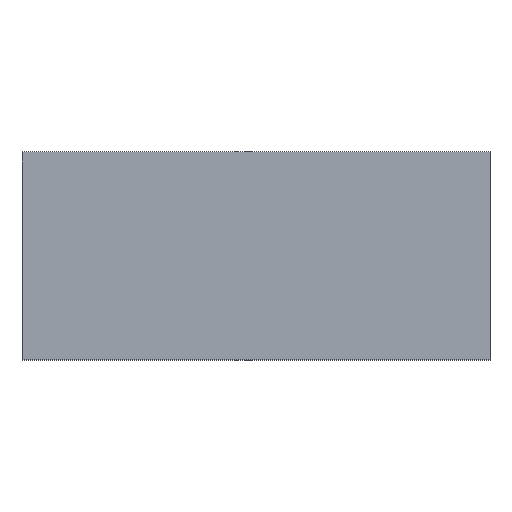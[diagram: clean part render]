
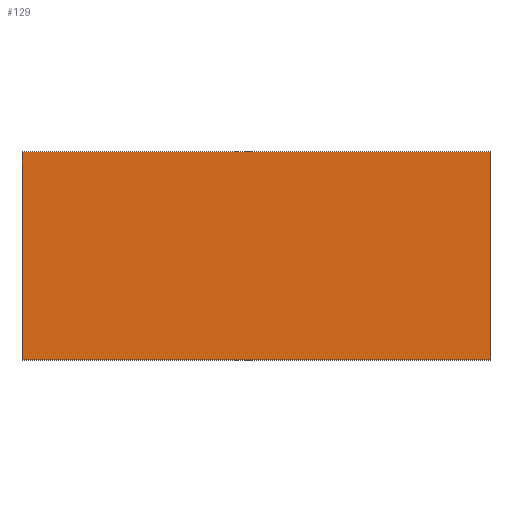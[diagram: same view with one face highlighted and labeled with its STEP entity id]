
A CAD part, top view. The second image highlights one B-rep face of the part: STEP entity #129.
In plain terms, the highlighted planar face has unit normal (0, 0, 1).
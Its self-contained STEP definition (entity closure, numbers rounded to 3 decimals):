
#21 = EDGE_CURVE('',#22,#24,#26,.T.);
#22 = VERTEX_POINT('',#23);
#23 = CARTESIAN_POINT('',(-22.5,-10.,28.));
#24 = VERTEX_POINT('',#25);
#25 = CARTESIAN_POINT('',(22.5,-10.,28.));
#26 = SURFACE_CURVE('',#27,(#31,#42),.PCURVE_S1.);
#27 = LINE('',#28,#29);
#28 = CARTESIAN_POINT('',(-12.5,-10.,28.));
#29 = VECTOR('',#30,1.);
#30 = DIRECTION('',(1.,0.,0.));
#31 = PCURVE('',#32,#37);
#32 = PLANE('',#33);
#33 = AXIS2_PLACEMENT_3D('',#34,#35,#36);
#34 = CARTESIAN_POINT('',(-25.,-10.,0.));
#35 = DIRECTION('',(0.,1.,0.));
#36 = DIRECTION('',(0.,0.,1.));
#37 = DEFINITIONAL_REPRESENTATION('',(#38),#41);
#38 = B_SPLINE_CURVE_WITH_KNOTS('',1,(#39,#40),.UNSPECIFIED.,.F.,.F.,(2,
    2),(-12.5,37.5),.PIECEWISE_BEZIER_KNOTS.);
#39 = CARTESIAN_POINT('',(28.,0.));
#40 = CARTESIAN_POINT('',(28.,50.));
#41 = ( GEOMETRIC_REPRESENTATION_CONTEXT(2) 
PARAMETRIC_REPRESENTATION_CONTEXT() REPRESENTATION_CONTEXT('2D SPACE',''
  ) );
#42 = PCURVE('',#43,#48);
#43 = PLANE('',#44);
#44 = AXIS2_PLACEMENT_3D('',#45,#46,#47);
#45 = CARTESIAN_POINT('',(0.,0.,28.));
#46 = DIRECTION('',(0.,0.,1.));
#47 = DIRECTION('',(1.,0.,-0.));
#48 = DEFINITIONAL_REPRESENTATION('',(#49),#52);
#49 = B_SPLINE_CURVE_WITH_KNOTS('',1,(#50,#51),.UNSPECIFIED.,.F.,.F.,(2,
    2),(-12.5,37.5),.PIECEWISE_BEZIER_KNOTS.);
#50 = CARTESIAN_POINT('',(-25.,-10.));
#51 = CARTESIAN_POINT('',(25.,-10.));
#52 = ( GEOMETRIC_REPRESENTATION_CONTEXT(2) 
PARAMETRIC_REPRESENTATION_CONTEXT() REPRESENTATION_CONTEXT('2D SPACE',''
  ) );
#69 = PLANE('',#70);
#70 = AXIS2_PLACEMENT_3D('',#71,#72,#73);
#71 = CARTESIAN_POINT('',(22.5,-12.5,28.));
#72 = DIRECTION('',(1.,0.,0.));
#73 = DIRECTION('',(-0.,1.,0.));
#119 = PLANE('',#120);
#120 = AXIS2_PLACEMENT_3D('',#121,#122,#123);
#121 = CARTESIAN_POINT('',(-22.5,12.5,28.));
#122 = DIRECTION('',(-1.,0.,0.));
#123 = DIRECTION('',(0.,-1.,0.));
#129 = ADVANCED_FACE('',(#130),#43,.T.);
#130 = FACE_BOUND('',#131,.T.);
#131 = EDGE_LOOP('',(#132,#160,#181,#182));
#132 = ORIENTED_EDGE('',*,*,#133,.F.);
#133 = EDGE_CURVE('',#134,#136,#138,.T.);
#134 = VERTEX_POINT('',#135);
#135 = CARTESIAN_POINT('',(-22.5,10.,28.));
#136 = VERTEX_POINT('',#137);
#137 = CARTESIAN_POINT('',(22.5,10.,28.));
#138 = SURFACE_CURVE('',#139,(#143,#149),.PCURVE_S1.);
#139 = LINE('',#140,#141);
#140 = CARTESIAN_POINT('',(-12.5,10.,28.));
#141 = VECTOR('',#142,1.);
#142 = DIRECTION('',(1.,0.,0.));
#143 = PCURVE('',#43,#144);
#144 = DEFINITIONAL_REPRESENTATION('',(#145),#148);
#145 = B_SPLINE_CURVE_WITH_KNOTS('',1,(#146,#147),.UNSPECIFIED.,.F.,.F.,
  (2,2),(-12.5,37.5),.PIECEWISE_BEZIER_KNOTS.);
#146 = CARTESIAN_POINT('',(-25.,10.));
#147 = CARTESIAN_POINT('',(25.,10.));
#148 = ( GEOMETRIC_REPRESENTATION_CONTEXT(2) 
PARAMETRIC_REPRESENTATION_CONTEXT() REPRESENTATION_CONTEXT('2D SPACE',''
  ) );
#149 = PCURVE('',#150,#155);
#150 = PLANE('',#151);
#151 = AXIS2_PLACEMENT_3D('',#152,#153,#154);
#152 = CARTESIAN_POINT('',(-25.,10.,0.));
#153 = DIRECTION('',(0.,1.,0.));
#154 = DIRECTION('',(0.,0.,1.));
#155 = DEFINITIONAL_REPRESENTATION('',(#156),#159);
#156 = B_SPLINE_CURVE_WITH_KNOTS('',1,(#157,#158),.UNSPECIFIED.,.F.,.F.,
  (2,2),(-12.5,37.5),.PIECEWISE_BEZIER_KNOTS.);
#157 = CARTESIAN_POINT('',(28.,0.));
#158 = CARTESIAN_POINT('',(28.,50.));
#159 = ( GEOMETRIC_REPRESENTATION_CONTEXT(2) 
PARAMETRIC_REPRESENTATION_CONTEXT() REPRESENTATION_CONTEXT('2D SPACE',''
  ) );
#160 = ORIENTED_EDGE('',*,*,#161,.T.);
#161 = EDGE_CURVE('',#134,#22,#162,.T.);
#162 = SURFACE_CURVE('',#163,(#167,#174),.PCURVE_S1.);
#163 = LINE('',#164,#165);
#164 = CARTESIAN_POINT('',(-22.5,12.5,28.));
#165 = VECTOR('',#166,1.);
#166 = DIRECTION('',(0.,-1.,0.));
#167 = PCURVE('',#43,#168);
#168 = DEFINITIONAL_REPRESENTATION('',(#169),#173);
#169 = LINE('',#170,#171);
#170 = CARTESIAN_POINT('',(-22.5,12.5));
#171 = VECTOR('',#172,1.);
#172 = DIRECTION('',(0.,-1.));
#173 = ( GEOMETRIC_REPRESENTATION_CONTEXT(2) 
PARAMETRIC_REPRESENTATION_CONTEXT() REPRESENTATION_CONTEXT('2D SPACE',''
  ) );
#174 = PCURVE('',#119,#175);
#175 = DEFINITIONAL_REPRESENTATION('',(#176),#180);
#176 = LINE('',#177,#178);
#177 = CARTESIAN_POINT('',(0.,0.));
#178 = VECTOR('',#179,1.);
#179 = DIRECTION('',(1.,0.));
#180 = ( GEOMETRIC_REPRESENTATION_CONTEXT(2) 
PARAMETRIC_REPRESENTATION_CONTEXT() REPRESENTATION_CONTEXT('2D SPACE',''
  ) );
#181 = ORIENTED_EDGE('',*,*,#21,.T.);
#182 = ORIENTED_EDGE('',*,*,#183,.T.);
#183 = EDGE_CURVE('',#24,#136,#184,.T.);
#184 = SURFACE_CURVE('',#185,(#189,#196),.PCURVE_S1.);
#185 = LINE('',#186,#187);
#186 = CARTESIAN_POINT('',(22.5,-12.5,28.));
#187 = VECTOR('',#188,1.);
#188 = DIRECTION('',(0.,1.,0.));
#189 = PCURVE('',#43,#190);
#190 = DEFINITIONAL_REPRESENTATION('',(#191),#195);
#191 = LINE('',#192,#193);
#192 = CARTESIAN_POINT('',(22.5,-12.5));
#193 = VECTOR('',#194,1.);
#194 = DIRECTION('',(0.,1.));
#195 = ( GEOMETRIC_REPRESENTATION_CONTEXT(2) 
PARAMETRIC_REPRESENTATION_CONTEXT() REPRESENTATION_CONTEXT('2D SPACE',''
  ) );
#196 = PCURVE('',#69,#197);
#197 = DEFINITIONAL_REPRESENTATION('',(#198),#202);
#198 = LINE('',#199,#200);
#199 = CARTESIAN_POINT('',(0.,0.));
#200 = VECTOR('',#201,1.);
#201 = DIRECTION('',(1.,0.));
#202 = ( GEOMETRIC_REPRESENTATION_CONTEXT(2) 
PARAMETRIC_REPRESENTATION_CONTEXT() REPRESENTATION_CONTEXT('2D SPACE',''
  ) );
